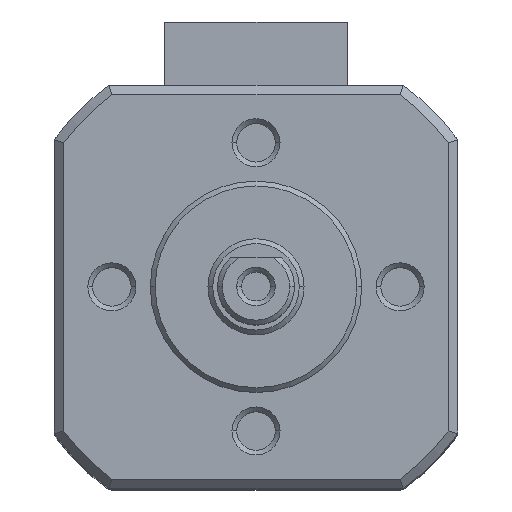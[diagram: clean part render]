
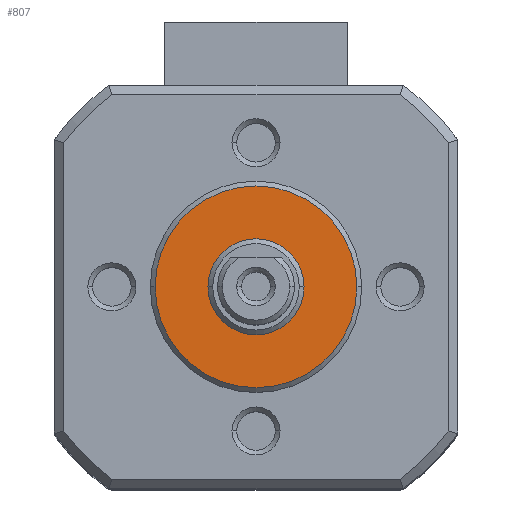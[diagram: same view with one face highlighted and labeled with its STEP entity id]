
A CAD part, top view. The second image highlights one B-rep face of the part: STEP entity #807.
In plain terms, the highlighted planar face has unit normal (0, 0, 1).
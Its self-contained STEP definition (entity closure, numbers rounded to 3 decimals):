
#109 = CARTESIAN_POINT ( 'NONE',  ( 0., 0., 38.5 ) ) ;
#116 = ORIENTED_EDGE ( 'NONE', *, *, #4048, .F. ) ;
#205 = CARTESIAN_POINT ( 'NONE',  ( 0., 0., 38.5 ) ) ;
#208 = ORIENTED_EDGE ( 'NONE', *, *, #2604, .T. ) ;
#255 = EDGE_CURVE ( 'NONE', #2897, #3513, #3194, .T. ) ;
#323 = AXIS2_PLACEMENT_3D ( 'NONE', #1057, #3135, #398 ) ;
#356 = CIRCLE ( 'NONE', #2459, 5. ) ;
#398 = DIRECTION ( 'NONE',  ( 1., 0., 0. ) ) ;
#411 = DIRECTION ( 'NONE',  ( 0., 0., 1. ) ) ;
#472 = DIRECTION ( 'NONE',  ( 0., 0., 1. ) ) ;
#617 = AXIS2_PLACEMENT_3D ( 'NONE', #1380, #3814, #3434 ) ;
#714 = CARTESIAN_POINT ( 'NONE',  ( 0., 0., 38.5 ) ) ;
#807 = ADVANCED_FACE ( 'NONE', ( #2416, #3734 ), #987, .T. ) ;
#821 = DIRECTION ( 'NONE',  ( 1., 0., 0. ) ) ;
#987 = PLANE ( 'NONE',  #617 ) ;
#1057 = CARTESIAN_POINT ( 'NONE',  ( 0., 0., 38.5 ) ) ;
#1317 = VERTEX_POINT ( 'NONE', #2080 ) ;
#1380 = CARTESIAN_POINT ( 'NONE',  ( 0., 0., 38.5 ) ) ;
#1722 = ORIENTED_EDGE ( 'NONE', *, *, #2374, .T. ) ;
#1807 = DIRECTION ( 'NONE',  ( 1., 0., 0. ) ) ;
#2080 = CARTESIAN_POINT ( 'NONE',  ( -10.5, 0., 38.5 ) ) ;
#2374 = EDGE_CURVE ( 'NONE', #1317, #3567, #4232, .T. ) ;
#2416 = FACE_OUTER_BOUND ( 'NONE', #2590, .T. ) ;
#2459 = AXIS2_PLACEMENT_3D ( 'NONE', #714, #411, #1807 ) ;
#2590 = EDGE_LOOP ( 'NONE', ( #1722, #208 ) ) ;
#2604 = EDGE_CURVE ( 'NONE', #3567, #1317, #3841, .T. ) ;
#2644 = EDGE_LOOP ( 'NONE', ( #3445, #116 ) ) ;
#2897 = VERTEX_POINT ( 'NONE', #3862 ) ;
#3135 = DIRECTION ( 'NONE',  ( 0., 0., 1. ) ) ;
#3194 = CIRCLE ( 'NONE', #3749, 5. ) ;
#3216 = DIRECTION ( 'NONE',  ( 0., 0., 1. ) ) ;
#3313 = CARTESIAN_POINT ( 'NONE',  ( 5., 0., 38.5 ) ) ;
#3434 = DIRECTION ( 'NONE',  ( 1., 0., 0. ) ) ;
#3445 = ORIENTED_EDGE ( 'NONE', *, *, #255, .F. ) ;
#3513 = VERTEX_POINT ( 'NONE', #3313 ) ;
#3567 = VERTEX_POINT ( 'NONE', #4358 ) ;
#3734 = FACE_BOUND ( 'NONE', #2644, .T. ) ;
#3749 = AXIS2_PLACEMENT_3D ( 'NONE', #109, #3216, #821 ) ;
#3814 = DIRECTION ( 'NONE',  ( 0., 0., 1. ) ) ;
#3841 = CIRCLE ( 'NONE', #4134, 10.5 ) ;
#3862 = CARTESIAN_POINT ( 'NONE',  ( -5., 0., 38.5 ) ) ;
#3976 = DIRECTION ( 'NONE',  ( 1., 0., 0. ) ) ;
#4048 = EDGE_CURVE ( 'NONE', #3513, #2897, #356, .T. ) ;
#4134 = AXIS2_PLACEMENT_3D ( 'NONE', #205, #472, #3976 ) ;
#4232 = CIRCLE ( 'NONE', #323, 10.5 ) ;
#4358 = CARTESIAN_POINT ( 'NONE',  ( 10.5, 0., 38.5 ) ) ;
